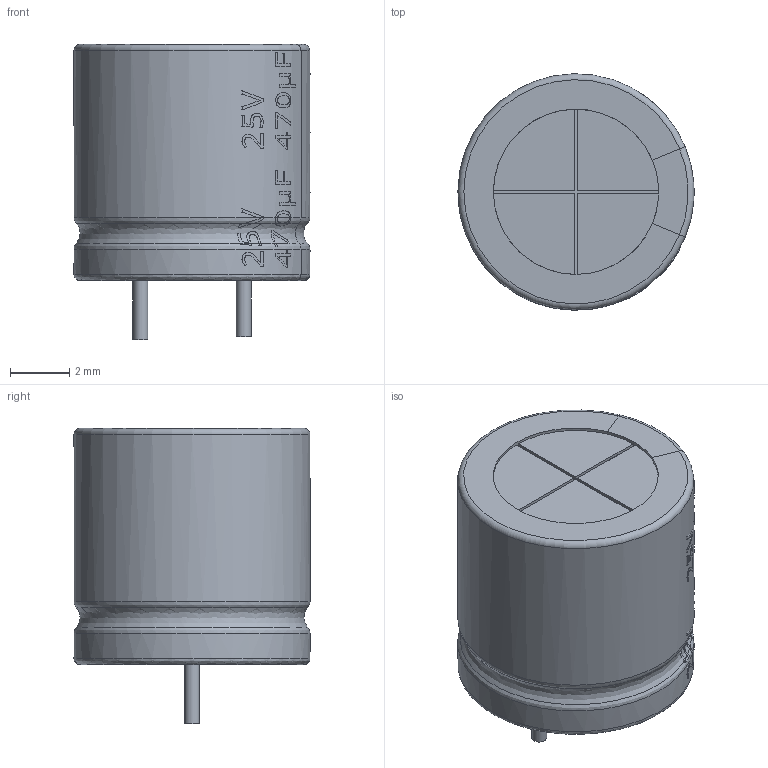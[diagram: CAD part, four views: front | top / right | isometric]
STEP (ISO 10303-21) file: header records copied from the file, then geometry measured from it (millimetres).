
FILE_DESCRIPTION(('FreeCAD Model'),'2;1');
FILE_NAME('CP_Radial_D80mm_P350mm_sp.step','2020-08-24T22:14:40',('kicad StepUp'),('ksu MCAD'), 'Open CASCADE STEP processor 7.4','FreeCAD','Unknown');
FILE_SCHEMA(('AUTOMOTIVE_DESIGN { 1 0 10303 214 1 1 1 1 }'));
Length unit declared in the file: millimetre
Products named in the file (1): CP_Radial_D80mm_P350mm_sp
Bounding box: 8 x 8 x 10 mm (x, y, z)
Volume: 396.2 mm3; surface area: 518.2 mm2
Topology: 17 solids, 18 shells, 312 faces, 815 edges, 541 vertices
Faces by surface type: plane 169, extrusion 88, cylinder 29, revolution 16, bspline 8, torus 2
Full cylindrical faces by diameter (mm): 0.5 x2
Entity records: 13668 total; most frequent: CARTESIAN_POINT 4099, ORIENTED_EDGE 1630, DIRECTION 1174, EDGE_CURVE 815, VERTEX_POINT 541, VECTOR 486, LINE 398, B_SPLINE_CURVE_WITH_KNOTS 386
